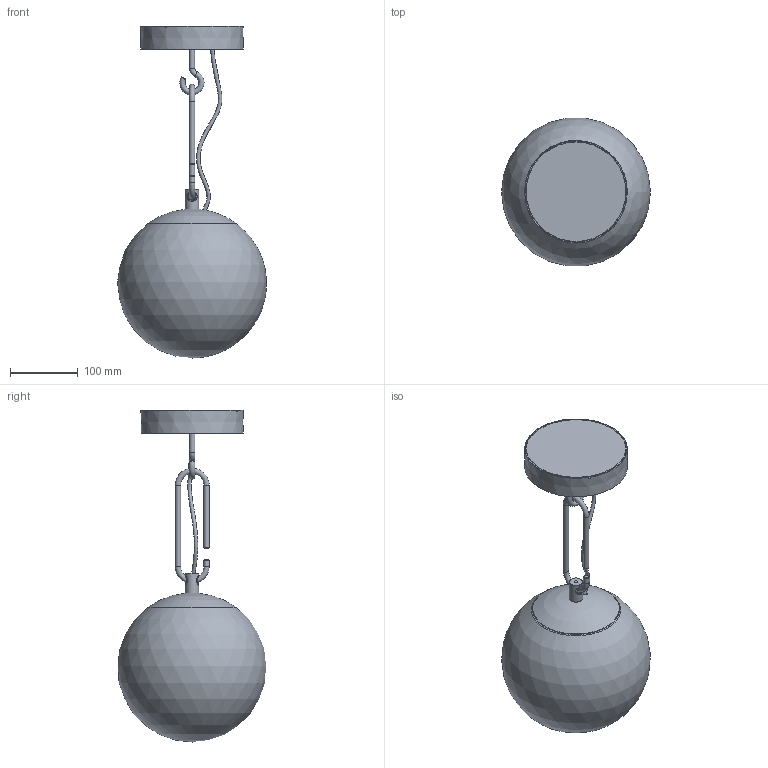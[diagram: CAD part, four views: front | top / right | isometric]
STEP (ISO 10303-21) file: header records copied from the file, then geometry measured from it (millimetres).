
FILE_DESCRIPTION(/* description */ (''),/* implementation_level */ '2;1');
FILE_NAME(/* name */ '084508_--NH 22 C SIMPLIFIED MODEL.stp',/* time_stamp */ '2021-12-17T18:00:18+01:00',/* author */ (''),/* organization */ (''),/* preprocessor_version */ 'ST-DEVELOPER v16.7',/* originating_system */ 'SIEMENS PLM Software NX 1911',/* authorisation */ '');
FILE_SCHEMA (('AUTOMOTIVE_DESIGN { 1 0 10303 214 3 1 1 1 }'));
Length unit declared in the file: millimetre
Products named in the file (1): Hamp121C9C6B926f
Bounding box: 219.81 x 218.36 x 490.07 mm (x, y, z)
Volume: 25150.9 mm3; surface area: 223558.9 mm2
Topology: 2 solids, 14 shells, 37 faces, 185 edges, 159 vertices
Faces by surface type: plane 11, cylinder 7, torus 6, bspline 6, cone 5, sphere 2
Full cylindrical faces by diameter (mm): 8 x4, 19.9 x1
Entity records: 4390 total; most frequent: CARTESIAN_POINT 3058, ORIENTED_EDGE 174, DIRECTION 158, EDGE_CURVE 151, VERTEX_POINT 149, B_SPLINE_CURVE_WITH_KNOTS 99, AXIS2_PLACEMENT_3D 76, EDGE_LOOP 69
